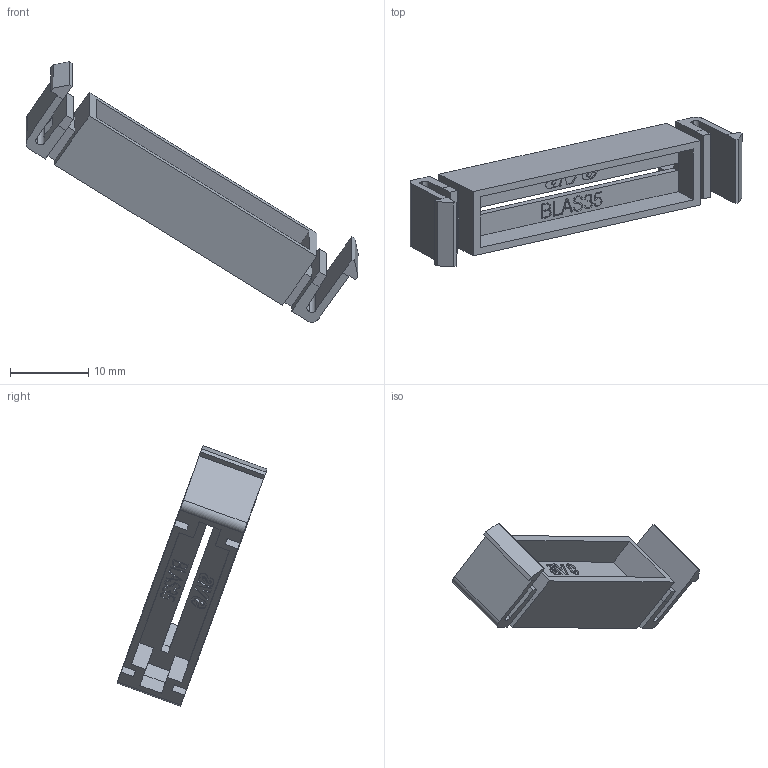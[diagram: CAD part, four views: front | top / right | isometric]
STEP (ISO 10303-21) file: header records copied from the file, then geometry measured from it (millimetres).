
FILE_DESCRIPTION(('CATIA V5 STEP Exchange'),'2;1');
FILE_NAME('BLAS35.stp','2023-09-25T06:16:30+00:00',('none'),('none'),'CATIA Version 5-6 Release 2016 SP6','CATIA V5 STEP AP203','none');
FILE_SCHEMA(('CONFIG_CONTROL_DESIGN'));
Length unit declared in the file: millimetre
Products named in the file (1): BLAS35
Assembly tree (2 placements, depth 2):
  BLAS35
    #57
    #101
Bounding box: 42.46 x 19.17 x 33.32 mm (x, y, z)
Volume: 1151.3 mm3; surface area: 2603.8 mm2
Topology: 1 solids, 1 shells, 647 faces, 1870 edges, 1252 vertices
Faces by surface type: plane 545, cylinder 66, extrusion 36
Entity records: 20992 total; most frequent: CARTESIAN_POINT 4388, ORIENTED_EDGE 3736, DIRECTION 2863, EDGE_CURVE 1868, VECTOR 1625, LINE 1589, VERTEX_POINT 1248, AXIS2_PLACEMENT_3D 679
